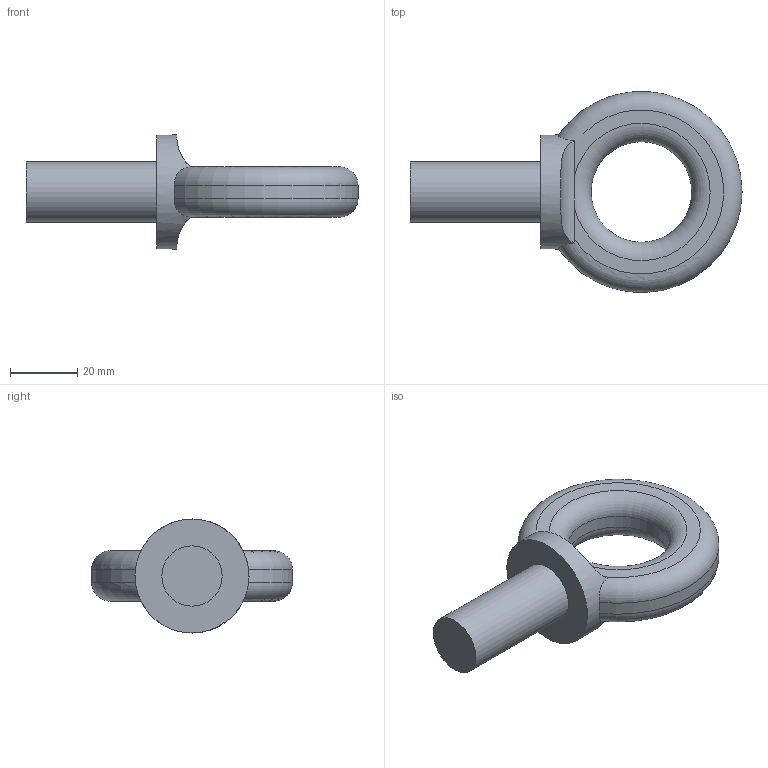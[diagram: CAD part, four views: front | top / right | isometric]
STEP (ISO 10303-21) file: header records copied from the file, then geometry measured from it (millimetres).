
FILE_DESCRIPTION(('STEP AP242'), '1');
FILE_NAME('43 Âèíò ãðóçîâîé çàäíåâîãî êîíöåâîãî óïëîòíåíèÿ', '', ('UNSPECIFIED'), ('UNSPECIFIED'), 'C3D Converter', 'C3D Toolkit', '');
FILE_SCHEMA(('AP242_MANAGED_MODEL_BASED_3D_ENGINEERING_MIM_LF { 1 0 10303 442 1 1 4 }'));
Length unit declared in the file: millimetre
Bounding box: 99 x 59.94 x 34 mm (x, y, z)
Volume: 42369.5 mm3; surface area: 10542.8 mm2
Topology: 1 solids, 1 shells, 20 faces, 49 edges, 30 vertices
Faces by surface type: plane 10, cylinder 6, torus 4
Full cylindrical faces by diameter (mm): 18 x1, 30 x1, 34 x1
Entity records: 1331 total; most frequent: CARTESIAN_POINT 685, DIRECTION 92, ORIENTED_EDGE 88, EDGE_CURVE 44, AXIS2_PLACEMENT_3D 40, VERTEX_POINT 30, EDGE_LOOP 26, COLOUR_RGB 21
